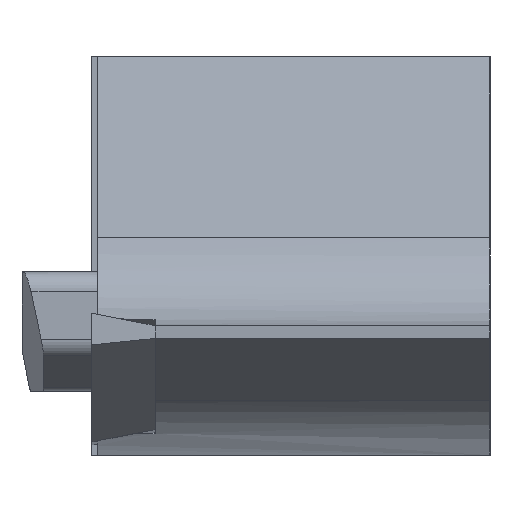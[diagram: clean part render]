
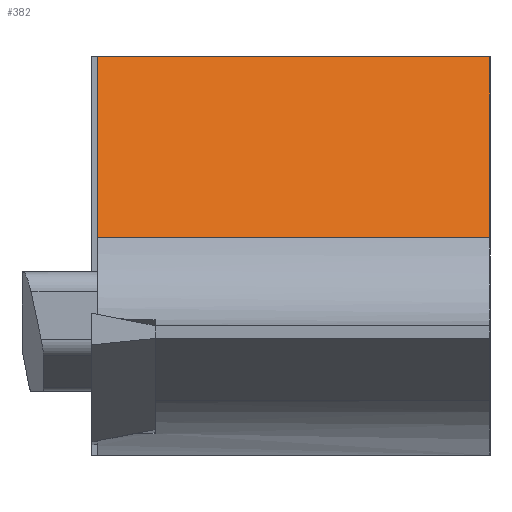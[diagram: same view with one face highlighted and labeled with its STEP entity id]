
A CAD part, left-side view. The second image highlights one B-rep face of the part: STEP entity #382.
In plain terms, the highlighted planar face has unit normal (-0.966, 0, 0.259).
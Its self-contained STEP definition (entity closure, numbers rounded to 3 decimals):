
#82 = VERTEX_POINT ( 'NONE', #1097 ) ;
#107 = LINE ( 'NONE', #724, #269 ) ;
#154 = CARTESIAN_POINT ( 'NONE',  ( -112.792, 160.2, -9.075 ) ) ;
#160 = EDGE_LOOP ( 'NONE', ( #240, #419, #397, #732 ) ) ;
#240 = ORIENTED_EDGE ( 'NONE', *, *, #685, .F. ) ;
#269 = VECTOR ( 'NONE', #1356, 1000. ) ;
#276 = PLANE ( 'NONE',  #1222 ) ;
#298 = LINE ( 'NONE', #1025, #540 ) ;
#382 = ADVANCED_FACE ( 'NONE', ( #1099 ), #276, .F. ) ;
#393 = CARTESIAN_POINT ( 'NONE',  ( -110.36, -20., 0. ) ) ;
#397 = ORIENTED_EDGE ( 'NONE', *, *, #1089, .F. ) ;
#419 = ORIENTED_EDGE ( 'NONE', *, *, #1389, .T. ) ;
#462 = VERTEX_POINT ( 'NONE', #393 ) ;
#540 = VECTOR ( 'NONE', #1411, 1000. ) ;
#669 = DIRECTION ( 'NONE',  ( 0.966, 0., -0.259 ) ) ;
#670 = VERTEX_POINT ( 'NONE', #975 ) ;
#685 = EDGE_CURVE ( 'NONE', #82, #670, #107, .T. ) ;
#724 = CARTESIAN_POINT ( 'NONE',  ( -112.792, -0.3, -9.075 ) ) ;
#732 = ORIENTED_EDGE ( 'NONE', *, *, #1230, .T. ) ;
#807 = DIRECTION ( 'NONE',  ( -0.259, 0., -0.966 ) ) ;
#975 = CARTESIAN_POINT ( 'NONE',  ( -110.36, -0.3, 0. ) ) ;
#1025 = CARTESIAN_POINT ( 'NONE',  ( -110.36, -20., 0. ) ) ;
#1052 = LINE ( 'NONE', #1103, #1560 ) ;
#1089 = EDGE_CURVE ( 'NONE', #462, #1359, #1227, .T. ) ;
#1097 = CARTESIAN_POINT ( 'NONE',  ( -112.792, -0.3, -9.075 ) ) ;
#1099 = FACE_OUTER_BOUND ( 'NONE', #160, .T. ) ;
#1103 = CARTESIAN_POINT ( 'NONE',  ( -112.792, 160.2, -9.075 ) ) ;
#1222 = AXIS2_PLACEMENT_3D ( 'NONE', #154, #669, #1556 ) ;
#1227 = LINE ( 'NONE', #1306, #1545 ) ;
#1230 = EDGE_CURVE ( 'NONE', #462, #670, #298, .T. ) ;
#1232 = DIRECTION ( 'NONE',  ( 0., -1., 0. ) ) ;
#1306 = CARTESIAN_POINT ( 'NONE',  ( -102.967, -20., 27.59 ) ) ;
#1356 = DIRECTION ( 'NONE',  ( 0.259, 0., 0.966 ) ) ;
#1359 = VERTEX_POINT ( 'NONE', #1378 ) ;
#1378 = CARTESIAN_POINT ( 'NONE',  ( -112.792, -20., -9.075 ) ) ;
#1389 = EDGE_CURVE ( 'NONE', #82, #1359, #1052, .T. ) ;
#1411 = DIRECTION ( 'NONE',  ( 0., 1., 0. ) ) ;
#1545 = VECTOR ( 'NONE', #807, 1000. ) ;
#1556 = DIRECTION ( 'NONE',  ( -0.259, 0., -0.966 ) ) ;
#1560 = VECTOR ( 'NONE', #1232, 1000. ) ;
